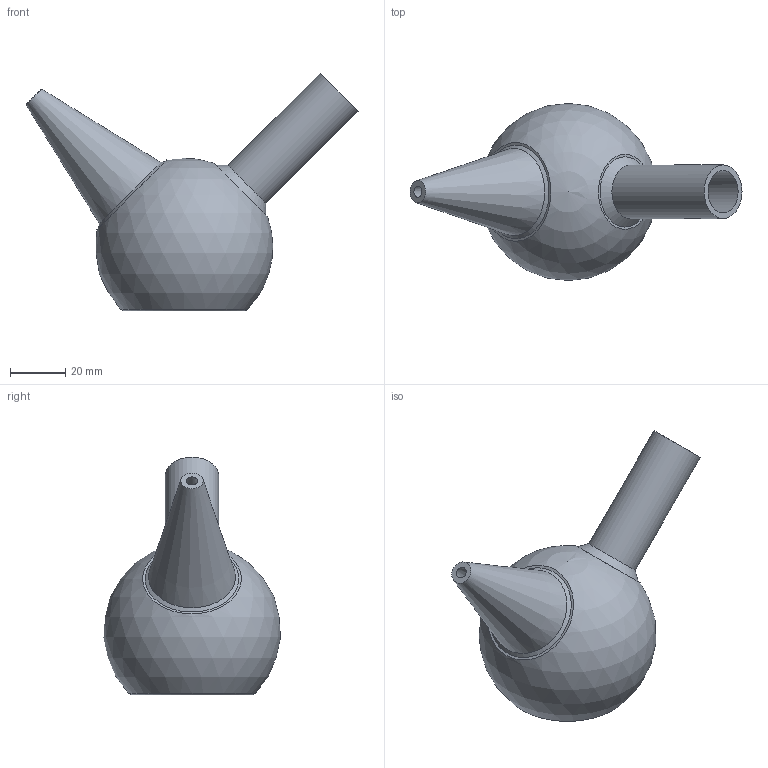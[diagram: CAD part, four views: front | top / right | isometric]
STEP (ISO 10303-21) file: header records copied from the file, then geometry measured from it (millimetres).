
FILE_DESCRIPTION(('FreeCAD Model'),'2;1');
FILE_NAME('porron.step' ,'2016-10-09T12:58:23',('Author'),(''), 'Open CASCADE STEP processor 6.8','FreeCAD','Unknown');
FILE_SCHEMA(('AUTOMOTIVE_DESIGN_CC2 { 1 2 10303 214 -1 1 5 4 }'));
Length unit declared in the file: inch
Products named in the file (2): ASSEMBLY; Porron-final
Assembly tree (1 placements, depth 2):
  ASSEMBLY
    Porron-final
Bounding box: 119.67 x 63.84 x 85.7 mm (x, y, z)
Volume: 32550.1 mm3; surface area: 32850.1 mm2
Topology: 1 solids, 1 shells, 16 faces, 31 edges, 20 vertices
Faces by surface type: plane 7, cone 4, sphere 2, cylinder 2, torus 1
Full cylindrical faces by diameter (mm): 15.322 x1, 19.322 x1
Entity records: 1079 total; most frequent: CARTESIAN_POINT 400, DIRECTION 132, ORIENTED_EDGE 58, PCURVE 58, DEFINITIONAL_REPRESENTATION 58, AXIS2_PLACEMENT_3D 41, LINE 41, VECTOR 41
